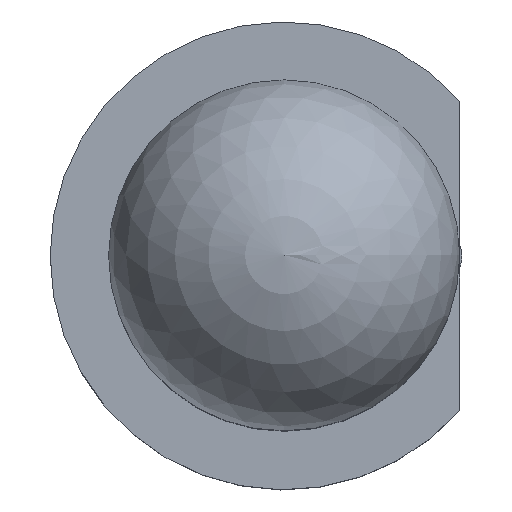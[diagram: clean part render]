
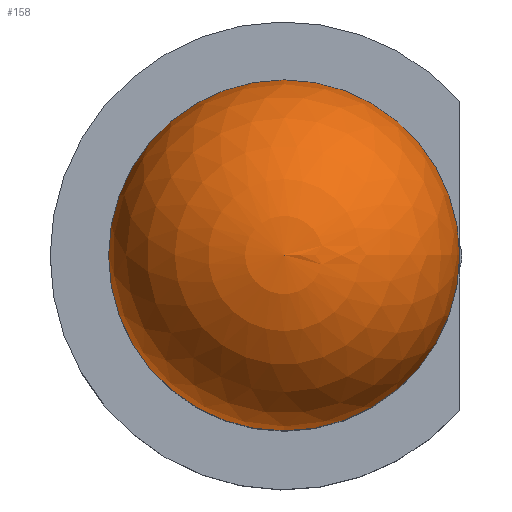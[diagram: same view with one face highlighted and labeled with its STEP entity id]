
A CAD part, top view. The second image highlights one B-rep face of the part: STEP entity #158.
In plain terms, the highlighted spherical face has radius 1.5 mm.
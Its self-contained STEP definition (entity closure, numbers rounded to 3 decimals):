
#36 = VERTEX_POINT ( 'NONE', #357 ) ;
#117 = EDGE_CURVE ( 'NONE', #120, #36, #394, .T. ) ;
#120 = VERTEX_POINT ( 'NONE', #266 ) ;
#158 = ADVANCED_FACE ( 'NONE', ( #461 ), #499, .T. ) ;
#159 = EDGE_LOOP ( 'NONE', ( #160, #161 ) ) ;
#160 = ORIENTED_EDGE ( 'NONE', *, *, #183, .T. ) ;
#161 = ORIENTED_EDGE ( 'NONE', *, *, #117, .T. ) ;
#183 = EDGE_CURVE ( 'NONE', #36, #120, #512, .T. ) ;
#266 = CARTESIAN_POINT ( 'NONE',  ( 1.5, 0., 3.7 ) ) ;
#357 = CARTESIAN_POINT ( 'NONE',  ( -1.5, 0., 3.7 ) ) ;
#390 = DIRECTION ( 'NONE',  ( 1., 0., 0. ) ) ;
#391 = DIRECTION ( 'NONE',  ( 0., 0., 1. ) ) ;
#392 = CARTESIAN_POINT ( 'NONE',  ( 0., 0., 3.7 ) ) ;
#393 = AXIS2_PLACEMENT_3D ( 'NONE', #392, #391, #390 ) ;
#394 = CIRCLE ( 'NONE', #393, 1.5 ) ;
#461 = FACE_OUTER_BOUND ( 'NONE', #159, .T. ) ;
#485 = DIRECTION ( 'NONE',  ( 1., 0., 0. ) ) ;
#497 = DIRECTION ( 'NONE',  ( 0., 0., 1. ) ) ;
#498 = AXIS2_PLACEMENT_3D ( 'NONE', #500, #497, #485 ) ;
#499 = SPHERICAL_SURFACE ( 'NONE', #498, 1.5 ) ;
#500 = CARTESIAN_POINT ( 'NONE',  ( 0., 0., 3.7 ) ) ;
#510 = DIRECTION ( 'NONE',  ( 0., 0., 1. ) ) ;
#511 = AXIS2_PLACEMENT_3D ( 'NONE', #517, #510, #538 ) ;
#512 = CIRCLE ( 'NONE', #511, 1.5 ) ;
#517 = CARTESIAN_POINT ( 'NONE',  ( 0., 0., 3.7 ) ) ;
#538 = DIRECTION ( 'NONE',  ( 1., 0., 0. ) ) ;
